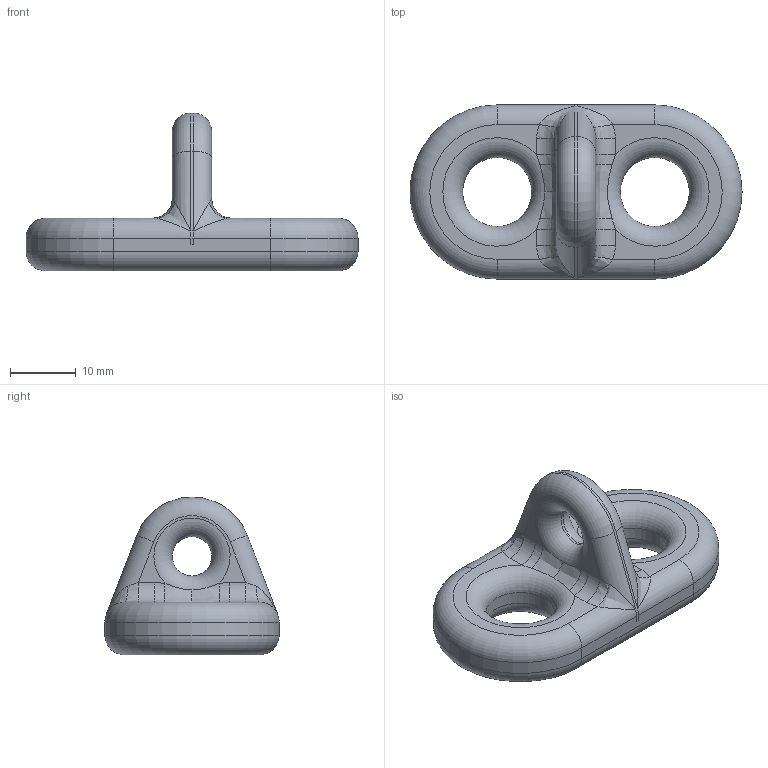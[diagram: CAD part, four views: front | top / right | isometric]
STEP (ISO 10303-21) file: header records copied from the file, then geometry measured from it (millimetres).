
FILE_DESCRIPTION(('FreeCAD Model'),'2;1');
FILE_NAME('Open CASCADE Shape Model','2024-04-18T17:34:59',(''),(''), 'Open CASCADE STEP processor 7.6','FreeCAD','Unknown');
FILE_SCHEMA(('AUTOMOTIVE_DESIGN { 1 0 10303 214 1 1 1 1 }'));
Length unit declared in the file: millimetre
Products named in the file (1): FatLinkT
Bounding box: 50.5 x 26.5 x 24 mm (x, y, z)
Volume: 8718.1 mm3; surface area: 3660.5 mm2
Topology: 1 solids, 1 shells, 60 faces, 147 edges, 81 vertices
Faces by surface type: cylinder 22, bspline 15, torus 12, plane 11
Full cylindrical faces by diameter (mm): 6 x1, 10.5 x2
Entity records: 3187 total; most frequent: CARTESIAN_POINT 1931, ORIENTED_EDGE 286, DIRECTION 245, EDGE_CURVE 143, AXIS2_PLACEMENT_3D 99, VERTEX_POINT 81, FACE_BOUND 62, EDGE_LOOP 62
